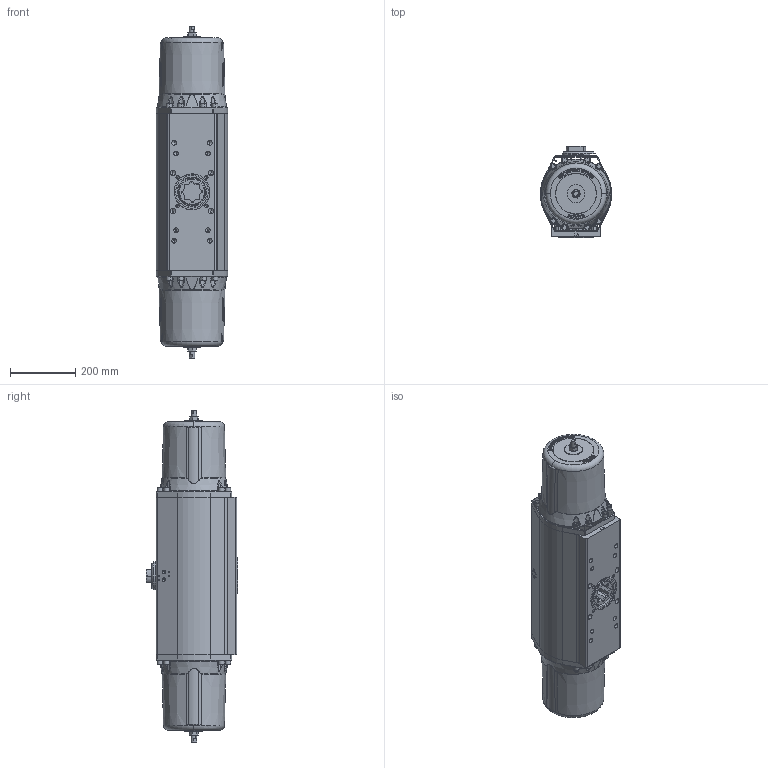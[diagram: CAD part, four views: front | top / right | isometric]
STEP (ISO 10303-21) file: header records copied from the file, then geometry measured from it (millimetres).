
FILE_DESCRIPTION (( 'STEP AP203' ), '1' );
FILE_NAME ('018606.STEP', '2018-08-16T07:19:00', ( '' ), ( '' ), 'SwSTEP 2.0', 'SolidWorks 2018', '' );
FILE_SCHEMA (( 'CONFIG_CONTROL_DESIGN' ));
Length unit declared in the file: millimetre
Products named in the file (1): 018606
Bounding box: 220 x 279.3 x 1017 mm (x, y, z)
Volume: 35698947.3 mm3; surface area: 823625 mm2
Topology: 1 solids, 1 shells, 1735 faces, 4483 edges, 2828 vertices
Faces by surface type: plane 779, bspline 506, cylinder 284, cone 98, torus 68
Entity records: 81410 total; most frequent: CARTESIAN_POINT 42987, ORIENTED_EDGE 8834, DIRECTION 6499, EDGE_CURVE 4417, VERTEX_POINT 2828, VECTOR 2411, LINE 2411, AXIS2_PLACEMENT_3D 2044
